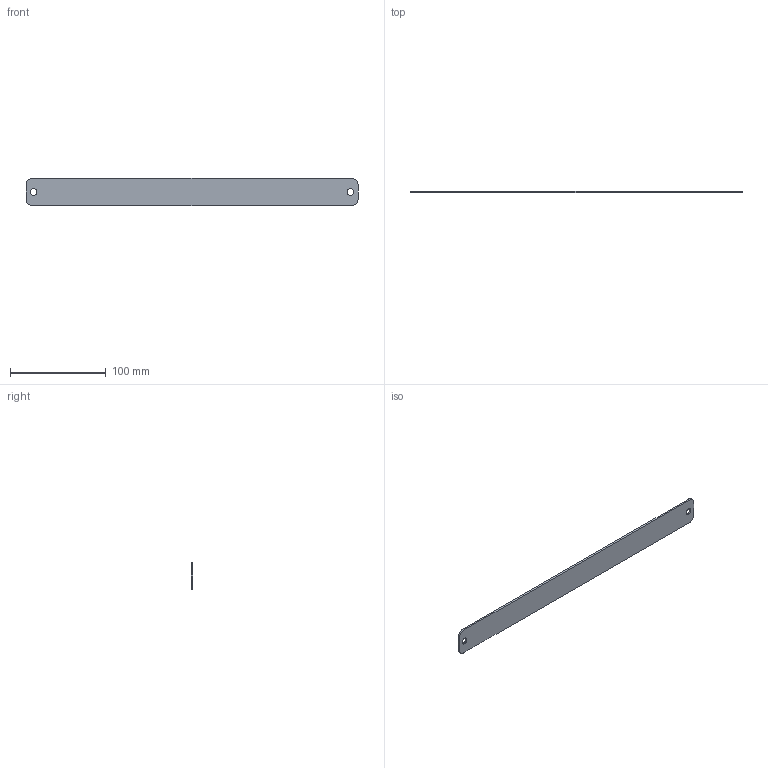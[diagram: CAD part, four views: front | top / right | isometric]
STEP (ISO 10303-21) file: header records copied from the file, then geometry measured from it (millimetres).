
FILE_DESCRIPTION((''),'2;1');
FILE_NAME('164958_SW','2012-06-20T',('banengservice'),('BANNER ENGINEERING'),'PRO/ENGINEER BY PARAMETRIC TECHNOLOGY CORPORATION, 2009141','PRO/ENGINEER BY PARAMETRIC TECHNOLOGY CORPORATION, 2009141','');
FILE_SCHEMA(('CONFIG_CONTROL_DESIGN'));
Length unit declared in the file: inch
Products named in the file (1): 164958_SW
Bounding box: 347.5 x 1.8 x 29 mm (x, y, z)
Volume: 17923.8 mm3; surface area: 21338.9 mm2
Topology: 1 solids, 1 shells, 245 faces, 705 edges, 470 vertices
Faces by surface type: plane 237, cylinder 8
Entity records: 7923 total; most frequent: CARTESIAN_POINT 1420, ORIENTED_EDGE 1410, DIRECTION 1211, EDGE_CURVE 705, VECTOR 689, LINE 689, VERTEX_POINT 470, AXIS2_PLACEMENT_3D 261
